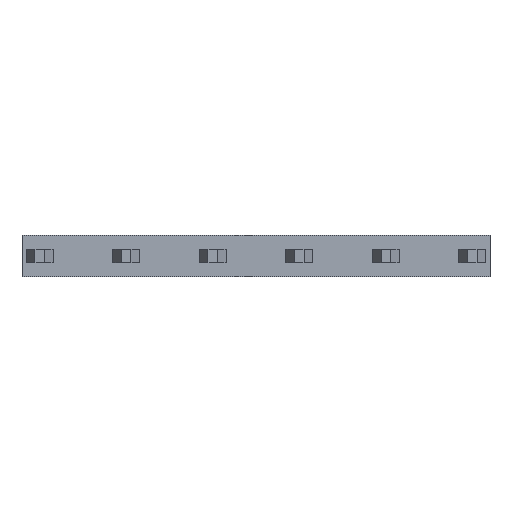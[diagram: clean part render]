
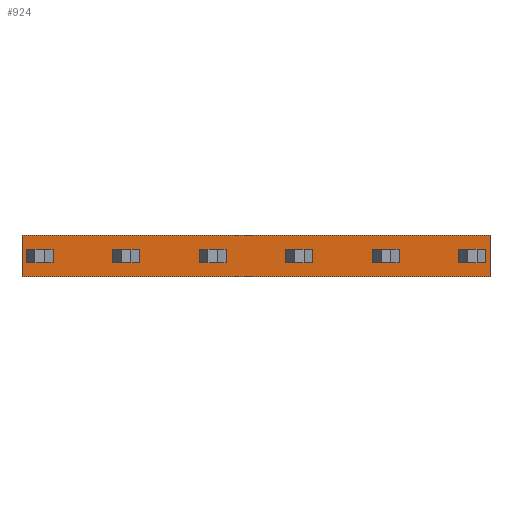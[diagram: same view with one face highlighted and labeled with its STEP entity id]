
A CAD part, front view. The second image highlights one B-rep face of the part: STEP entity #924.
In plain terms, the highlighted planar face has unit normal (0, -1, 0).
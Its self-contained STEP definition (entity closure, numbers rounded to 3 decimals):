
#14=FACE_BOUND('',#94,.T.);
#15=FACE_BOUND('',#95,.T.);
#16=FACE_BOUND('',#96,.T.);
#17=FACE_BOUND('',#97,.T.);
#18=FACE_BOUND('',#98,.T.);
#19=FACE_BOUND('',#99,.T.);
#45=FACE_OUTER_BOUND('',#93,.T.);
#93=EDGE_LOOP('',(#674,#675,#676,#677));
#94=EDGE_LOOP('',(#678,#679,#680,#681));
#95=EDGE_LOOP('',(#682,#683,#684,#685));
#96=EDGE_LOOP('',(#686,#687,#688,#689));
#97=EDGE_LOOP('',(#690,#691,#692,#693));
#98=EDGE_LOOP('',(#694,#695,#696,#697));
#99=EDGE_LOOP('',(#698,#699,#700,#701));
#135=LINE('',#1265,#255);
#141=LINE('',#1278,#261);
#148=LINE('',#1292,#268);
#153=LINE('',#1302,#273);
#157=LINE('',#1311,#277);
#162=LINE('',#1321,#282);
#178=LINE('',#1351,#298);
#180=LINE('',#1355,#300);
#182=LINE('',#1359,#302);
#185=LINE('',#1365,#305);
#188=LINE('',#1371,#308);
#191=LINE('',#1377,#311);
#195=LINE('',#1386,#315);
#199=LINE('',#1395,#319);
#201=LINE('',#1399,#321);
#203=LINE('',#1403,#323);
#204=LINE('',#1405,#324);
#205=LINE('',#1407,#325);
#206=LINE('',#1411,#326);
#207=LINE('',#1413,#327);
#208=LINE('',#1415,#328);
#209=LINE('',#1416,#329);
#210=LINE('',#1417,#330);
#211=LINE('',#1418,#331);
#212=LINE('',#1419,#332);
#213=LINE('',#1420,#333);
#214=LINE('',#1421,#334);
#215=LINE('',#1422,#335);
#255=VECTOR('',#1038,1.);
#261=VECTOR('',#1046,1.);
#268=VECTOR('',#1055,1.);
#273=VECTOR('',#1062,1.);
#277=VECTOR('',#1068,1.);
#282=VECTOR('',#1075,1.);
#298=VECTOR('',#1101,1.);
#300=VECTOR('',#1105,1.);
#302=VECTOR('',#1109,1.);
#305=VECTOR('',#1114,1.);
#308=VECTOR('',#1119,1.);
#311=VECTOR('',#1124,1.);
#315=VECTOR('',#1130,1.);
#319=VECTOR('',#1136,1.);
#321=VECTOR('',#1140,1.);
#323=VECTOR('',#1144,1.);
#324=VECTOR('',#1147,1.);
#325=VECTOR('',#1150,1.);
#326=VECTOR('',#1153,1.);
#327=VECTOR('',#1154,1.);
#328=VECTOR('',#1155,1.);
#329=VECTOR('',#1156,1.);
#330=VECTOR('',#1157,1.);
#331=VECTOR('',#1158,1.);
#332=VECTOR('',#1159,1.);
#333=VECTOR('',#1160,1.);
#334=VECTOR('',#1161,1.);
#335=VECTOR('',#1162,1.);
#374=VERTEX_POINT('',#1262);
#375=VERTEX_POINT('',#1264);
#380=VERTEX_POINT('',#1275);
#381=VERTEX_POINT('',#1277);
#386=VERTEX_POINT('',#1289);
#387=VERTEX_POINT('',#1291);
#390=VERTEX_POINT('',#1299);
#391=VERTEX_POINT('',#1301);
#394=VERTEX_POINT('',#1308);
#395=VERTEX_POINT('',#1310);
#398=VERTEX_POINT('',#1318);
#399=VERTEX_POINT('',#1320);
#408=VERTEX_POINT('',#1349);
#409=VERTEX_POINT('',#1353);
#410=VERTEX_POINT('',#1357);
#412=VERTEX_POINT('',#1363);
#413=VERTEX_POINT('',#1367);
#416=VERTEX_POINT('',#1375);
#417=VERTEX_POINT('',#1379);
#420=VERTEX_POINT('',#1384);
#421=VERTEX_POINT('',#1388);
#424=VERTEX_POINT('',#1393);
#425=VERTEX_POINT('',#1397);
#426=VERTEX_POINT('',#1401);
#427=VERTEX_POINT('',#1409);
#428=VERTEX_POINT('',#1410);
#429=VERTEX_POINT('',#1412);
#430=VERTEX_POINT('',#1414);
#455=EDGE_CURVE('',#375,#374,#135,.T.);
#461=EDGE_CURVE('',#381,#380,#141,.T.);
#468=EDGE_CURVE('',#387,#386,#148,.T.);
#473=EDGE_CURVE('',#391,#390,#153,.T.);
#477=EDGE_CURVE('',#395,#394,#157,.T.);
#482=EDGE_CURVE('',#399,#398,#162,.T.);
#498=EDGE_CURVE('',#387,#408,#178,.T.);
#500=EDGE_CURVE('',#386,#409,#180,.T.);
#502=EDGE_CURVE('',#395,#410,#182,.T.);
#505=EDGE_CURVE('',#394,#412,#185,.T.);
#508=EDGE_CURVE('',#399,#413,#188,.T.);
#511=EDGE_CURVE('',#398,#416,#191,.T.);
#515=EDGE_CURVE('',#420,#417,#195,.T.);
#519=EDGE_CURVE('',#421,#424,#199,.T.);
#521=EDGE_CURVE('',#381,#425,#201,.T.);
#523=EDGE_CURVE('',#380,#426,#203,.T.);
#524=EDGE_CURVE('',#375,#390,#204,.T.);
#525=EDGE_CURVE('',#374,#391,#205,.T.);
#526=EDGE_CURVE('',#427,#428,#206,.T.);
#527=EDGE_CURVE('',#429,#427,#207,.T.);
#528=EDGE_CURVE('',#430,#429,#208,.T.);
#529=EDGE_CURVE('',#428,#430,#209,.T.);
#530=EDGE_CURVE('',#426,#425,#210,.T.);
#531=EDGE_CURVE('',#420,#421,#211,.T.);
#532=EDGE_CURVE('',#424,#417,#212,.T.);
#533=EDGE_CURVE('',#416,#413,#213,.T.);
#534=EDGE_CURVE('',#412,#410,#214,.T.);
#535=EDGE_CURVE('',#409,#408,#215,.T.);
#674=ORIENTED_EDGE('',*,*,#526,.F.);
#675=ORIENTED_EDGE('',*,*,#527,.F.);
#676=ORIENTED_EDGE('',*,*,#528,.F.);
#677=ORIENTED_EDGE('',*,*,#529,.F.);
#678=ORIENTED_EDGE('',*,*,#455,.T.);
#679=ORIENTED_EDGE('',*,*,#525,.T.);
#680=ORIENTED_EDGE('',*,*,#473,.T.);
#681=ORIENTED_EDGE('',*,*,#524,.F.);
#682=ORIENTED_EDGE('',*,*,#461,.T.);
#683=ORIENTED_EDGE('',*,*,#523,.T.);
#684=ORIENTED_EDGE('',*,*,#530,.T.);
#685=ORIENTED_EDGE('',*,*,#521,.F.);
#686=ORIENTED_EDGE('',*,*,#531,.T.);
#687=ORIENTED_EDGE('',*,*,#519,.T.);
#688=ORIENTED_EDGE('',*,*,#532,.T.);
#689=ORIENTED_EDGE('',*,*,#515,.F.);
#690=ORIENTED_EDGE('',*,*,#482,.T.);
#691=ORIENTED_EDGE('',*,*,#511,.T.);
#692=ORIENTED_EDGE('',*,*,#533,.T.);
#693=ORIENTED_EDGE('',*,*,#508,.F.);
#694=ORIENTED_EDGE('',*,*,#477,.T.);
#695=ORIENTED_EDGE('',*,*,#505,.T.);
#696=ORIENTED_EDGE('',*,*,#534,.T.);
#697=ORIENTED_EDGE('',*,*,#502,.F.);
#698=ORIENTED_EDGE('',*,*,#468,.T.);
#699=ORIENTED_EDGE('',*,*,#500,.T.);
#700=ORIENTED_EDGE('',*,*,#535,.T.);
#701=ORIENTED_EDGE('',*,*,#498,.F.);
#827=PLANE('',#992);
#924=ADVANCED_FACE('',(#45,#14,#15,#16,#17,#18,#19),#827,.F.);
#992=AXIS2_PLACEMENT_3D('',#1408,#1151,#1152);
#1038=DIRECTION('',(1.,0.,0.));
#1046=DIRECTION('',(1.,0.,0.));
#1055=DIRECTION('',(1.,0.,0.));
#1062=DIRECTION('',(-1.,0.,0.));
#1068=DIRECTION('',(1.,0.,0.));
#1075=DIRECTION('',(1.,0.,0.));
#1101=DIRECTION('',(0.,0.,-1.));
#1105=DIRECTION('',(0.,0.,-1.));
#1109=DIRECTION('',(0.,0.,-1.));
#1114=DIRECTION('',(0.,0.,-1.));
#1119=DIRECTION('',(0.,0.,-1.));
#1124=DIRECTION('',(0.,0.,-1.));
#1130=DIRECTION('',(0.,0.,-1.));
#1136=DIRECTION('',(0.,0.,-1.));
#1140=DIRECTION('',(0.,0.,-1.));
#1144=DIRECTION('',(0.,0.,-1.));
#1147=DIRECTION('',(0.,0.,-1.));
#1150=DIRECTION('',(0.,0.,-1.));
#1151=DIRECTION('center_axis',(0.,1.,0.));
#1152=DIRECTION('ref_axis',(0.,0.,1.));
#1153=DIRECTION('',(0.,0.,1.));
#1154=DIRECTION('',(-1.,0.,0.));
#1155=DIRECTION('',(0.,0.,-1.));
#1156=DIRECTION('',(1.,0.,0.));
#1157=DIRECTION('',(-1.,0.,0.));
#1158=DIRECTION('',(1.,0.,0.));
#1159=DIRECTION('',(-1.,0.,0.));
#1160=DIRECTION('',(-1.,0.,0.));
#1161=DIRECTION('',(-1.,0.,0.));
#1162=DIRECTION('',(-1.,0.,0.));
#1262=CARTESIAN_POINT('',(6.744,10.897,0.203));
#1264=CARTESIAN_POINT('',(5.956,10.897,0.203));
#1265=CARTESIAN_POINT('',(6.871,10.897,0.203));
#1275=CARTESIAN_POINT('',(4.204,10.897,0.203));
#1277=CARTESIAN_POINT('',(3.416,10.897,0.203));
#1278=CARTESIAN_POINT('',(6.871,10.897,0.203));
#1289=CARTESIAN_POINT('',(-5.956,10.897,0.203));
#1291=CARTESIAN_POINT('',(-6.744,10.897,0.203));
#1292=CARTESIAN_POINT('',(6.871,10.897,0.203));
#1299=CARTESIAN_POINT('',(5.956,10.897,-0.203));
#1301=CARTESIAN_POINT('',(6.744,10.897,-0.203));
#1302=CARTESIAN_POINT('',(6.871,10.897,-0.203));
#1308=CARTESIAN_POINT('',(-3.416,10.897,0.203));
#1310=CARTESIAN_POINT('',(-4.204,10.897,0.203));
#1311=CARTESIAN_POINT('',(6.871,10.897,0.203));
#1318=CARTESIAN_POINT('',(-0.876,10.897,0.203));
#1320=CARTESIAN_POINT('',(-1.664,10.897,0.203));
#1321=CARTESIAN_POINT('',(6.871,10.897,0.203));
#1349=CARTESIAN_POINT('',(-6.744,10.897,-0.203));
#1351=CARTESIAN_POINT('',(-6.744,10.897,25.4));
#1353=CARTESIAN_POINT('',(-5.956,10.897,-0.203));
#1355=CARTESIAN_POINT('',(-5.956,10.897,25.4));
#1357=CARTESIAN_POINT('',(-4.204,10.897,-0.203));
#1359=CARTESIAN_POINT('',(-4.204,10.897,25.4));
#1363=CARTESIAN_POINT('',(-3.416,10.897,-0.203));
#1365=CARTESIAN_POINT('',(-3.416,10.897,25.4));
#1367=CARTESIAN_POINT('',(-1.664,10.897,-0.203));
#1371=CARTESIAN_POINT('',(-1.664,10.897,25.4));
#1375=CARTESIAN_POINT('',(-0.876,10.897,-0.203));
#1377=CARTESIAN_POINT('',(-0.876,10.897,25.4));
#1379=CARTESIAN_POINT('',(0.876,10.897,-0.203));
#1384=CARTESIAN_POINT('',(0.876,10.897,0.203));
#1386=CARTESIAN_POINT('',(0.876,10.897,25.4));
#1388=CARTESIAN_POINT('',(1.664,10.897,0.203));
#1393=CARTESIAN_POINT('',(1.664,10.897,-0.203));
#1395=CARTESIAN_POINT('',(1.664,10.897,25.4));
#1397=CARTESIAN_POINT('',(3.416,10.897,-0.203));
#1399=CARTESIAN_POINT('',(3.416,10.897,25.4));
#1401=CARTESIAN_POINT('',(4.204,10.897,-0.203));
#1403=CARTESIAN_POINT('',(4.204,10.897,25.4));
#1405=CARTESIAN_POINT('',(5.956,10.897,25.4));
#1407=CARTESIAN_POINT('',(6.744,10.897,25.4));
#1408=CARTESIAN_POINT('Origin',(0.,10.897,0.));
#1409=CARTESIAN_POINT('',(-6.871,10.897,-0.61));
#1410=CARTESIAN_POINT('',(-6.871,10.897,0.61));
#1411=CARTESIAN_POINT('',(-6.871,10.897,-0.61));
#1412=CARTESIAN_POINT('',(6.871,10.897,-0.61));
#1413=CARTESIAN_POINT('',(6.871,10.897,-0.61));
#1414=CARTESIAN_POINT('',(6.871,10.897,0.61));
#1415=CARTESIAN_POINT('',(6.871,10.897,0.61));
#1416=CARTESIAN_POINT('',(-6.871,10.897,0.61));
#1417=CARTESIAN_POINT('',(6.871,10.897,-0.203));
#1418=CARTESIAN_POINT('',(6.871,10.897,0.203));
#1419=CARTESIAN_POINT('',(6.871,10.897,-0.203));
#1420=CARTESIAN_POINT('',(6.871,10.897,-0.203));
#1421=CARTESIAN_POINT('',(6.871,10.897,-0.203));
#1422=CARTESIAN_POINT('',(6.871,10.897,-0.203));
